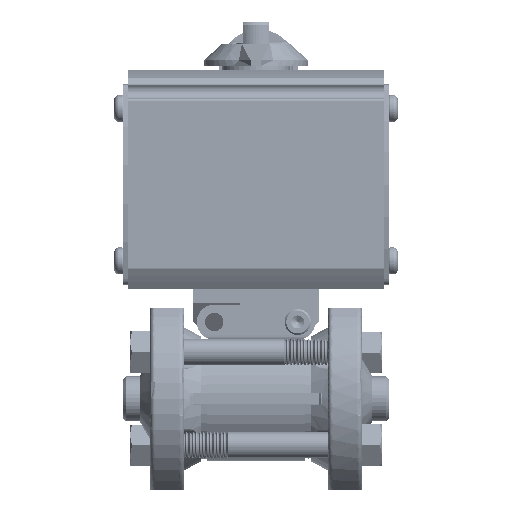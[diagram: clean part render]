
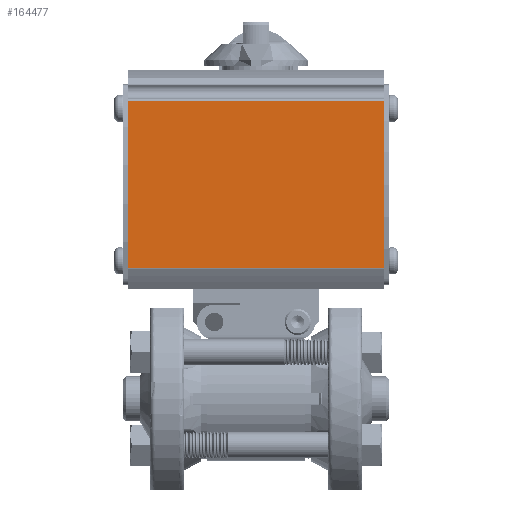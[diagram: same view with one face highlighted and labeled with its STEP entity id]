
A CAD part, top view. The second image highlights one B-rep face of the part: STEP entity #164477.
In plain terms, the highlighted planar face has unit normal (0, 0, 1).
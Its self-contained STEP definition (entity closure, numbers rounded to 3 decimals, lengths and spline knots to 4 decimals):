
#438 = CARTESIAN_POINT ( 'NONE',  ( -5.0403, 3.5694, 1.17 ) ) ;
#5339 = VERTEX_POINT ( 'NONE', #124337 ) ;
#8821 = CARTESIAN_POINT ( 'NONE',  ( -5.0403, 3.5621, 1.17 ) ) ;
#11435 = EDGE_LOOP ( 'NONE', ( #138255, #43105, #109892, #181085 ) ) ;
#25926 = EDGE_CURVE ( 'NONE', #133128, #44112, #35121, .T. ) ;
#26156 = EDGE_CURVE ( 'NONE', #5339, #44112, #130726, .T. ) ;
#28905 = CARTESIAN_POINT ( 'NONE',  ( 1.5275, 1.5679, 1.17 ) ) ;
#29952 = EDGE_CURVE ( 'NONE', #5339, #157937, #50590, .T. ) ;
#30505 = DIRECTION ( 'NONE',  ( 0., 0., -1. ) ) ;
#35121 = LINE ( 'NONE', #50083, #149463 ) ;
#38885 = DIRECTION ( 'NONE',  ( -1., 0., 0. ) ) ;
#43105 = ORIENTED_EDGE ( 'NONE', *, *, #29952, .T. ) ;
#44112 = VERTEX_POINT ( 'NONE', #28905 ) ;
#45693 = CARTESIAN_POINT ( 'NONE',  ( -1.5275, 3.5621, 1.17 ) ) ;
#50083 = CARTESIAN_POINT ( 'NONE',  ( -5.0403, 1.5679, 1.17 ) ) ;
#50417 = AXIS2_PLACEMENT_3D ( 'NONE', #438, #30505, #134861 ) ;
#50590 = LINE ( 'NONE', #8821, #165008 ) ;
#66471 = EDGE_CURVE ( 'NONE', #133128, #157937, #85945, .T. ) ;
#69158 = CARTESIAN_POINT ( 'NONE',  ( -1.5275, 3.5694, 1.17 ) ) ;
#81277 = VECTOR ( 'NONE', #99875, 39.3701 ) ;
#85945 = LINE ( 'NONE', #69158, #81277 ) ;
#86485 = CARTESIAN_POINT ( 'NONE',  ( 1.5275, 3.5694, 1.17 ) ) ;
#98988 = FACE_OUTER_BOUND ( 'NONE', #11435, .T. ) ;
#99875 = DIRECTION ( 'NONE',  ( 0., 1., 0. ) ) ;
#109892 = ORIENTED_EDGE ( 'NONE', *, *, #66471, .F. ) ;
#119928 = PLANE ( 'NONE',  #50417 ) ;
#124337 = CARTESIAN_POINT ( 'NONE',  ( 1.5275, 3.5621, 1.17 ) ) ;
#130726 = LINE ( 'NONE', #86485, #144793 ) ;
#133128 = VERTEX_POINT ( 'NONE', #178109 ) ;
#134861 = DIRECTION ( 'NONE',  ( 0., -1., 0. ) ) ;
#138255 = ORIENTED_EDGE ( 'NONE', *, *, #26156, .F. ) ;
#144793 = VECTOR ( 'NONE', #145236, 39.3701 ) ;
#145236 = DIRECTION ( 'NONE',  ( 0., -1., 0. ) ) ;
#149463 = VECTOR ( 'NONE', #153831, 39.3701 ) ;
#153831 = DIRECTION ( 'NONE',  ( 1., 0., 0. ) ) ;
#157937 = VERTEX_POINT ( 'NONE', #45693 ) ;
#164477 = ADVANCED_FACE ( 'NONE', ( #98988 ), #119928, .F. ) ;
#165008 = VECTOR ( 'NONE', #38885, 39.3701 ) ;
#178109 = CARTESIAN_POINT ( 'NONE',  ( -1.5275, 1.5679, 1.17 ) ) ;
#181085 = ORIENTED_EDGE ( 'NONE', *, *, #25926, .T. ) ;
